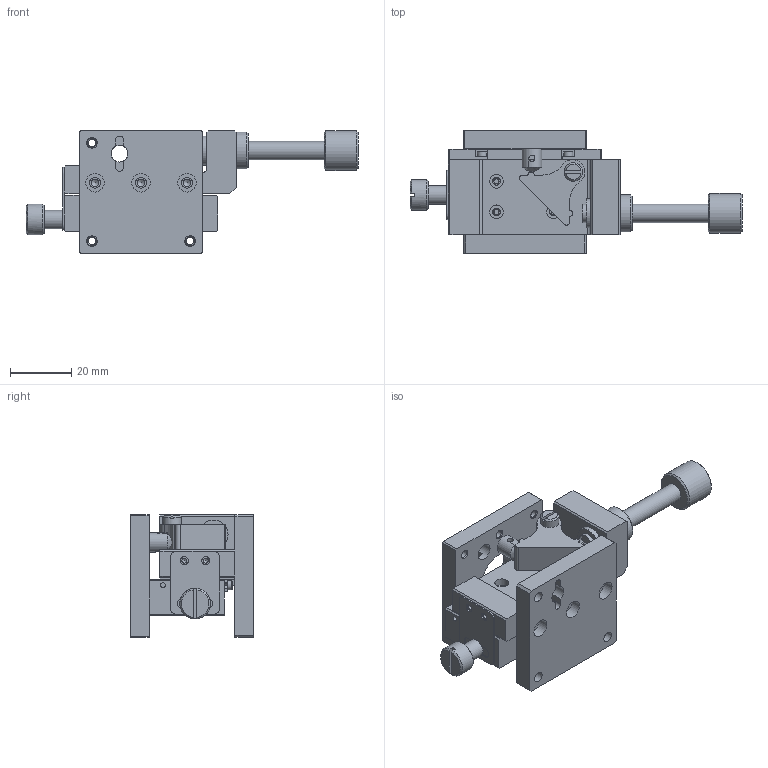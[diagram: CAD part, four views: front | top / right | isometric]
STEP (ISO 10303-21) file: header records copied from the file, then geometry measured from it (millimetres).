
FILE_DESCRIPTION (( 'STEP AP203' ), '1' );
FILE_NAME ('528873.STEP', '2024-10-17T09:41:11', ( 'Windows User' ), ( 'P R C' ), 'SwSTEP 2.0', 'SolidWorks 2020', '' );
FILE_SCHEMA (( 'CONFIG_CONTROL_DESIGN' ));
Length unit declared in the file: millimetre
Products named in the file (1): 528873
Bounding box: 108.25 x 40 x 40 mm (x, y, z)
Surface area: 22739 mm2 (no closed solid volume)
Topology: 0 solids, 5 shells, 390 faces, 937 edges, 604 vertices
Faces by surface type: plane 213, cylinder 131, cone 45, bspline 1
Full cylindrical faces by diameter (mm): 1.567 x5, 1.6 x3, 1.65 x8, 2 x1, 2.459 x19, 2.5 x8, 2.6 x2, 3 x21, 3.2 x1, 3.5 x6, 4.5 x8, 5 x4, 5.5 x2, 6 x11, 6.35 x1, 9.5 x1, 10 x1, 12 x1, 13 x1, 14.917 x1
Entity records: 10577 total; most frequent: CARTESIAN_POINT 2041, DIRECTION 1804, ORIENTED_EDGE 1469, EDGE_CURVE 736, AXIS2_PLACEMENT_3D 700, EDGE_LOOP 637, VERTEX_POINT 549, FACE_OUTER_BOUND 495
